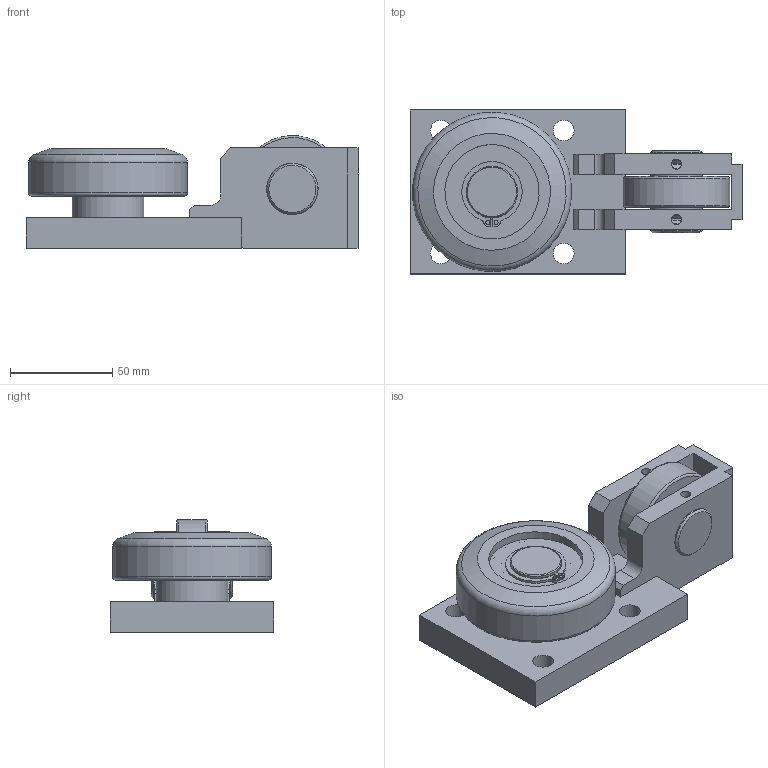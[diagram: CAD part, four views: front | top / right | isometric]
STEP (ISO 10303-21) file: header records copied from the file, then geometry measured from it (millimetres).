
FILE_DESCRIPTION(/* description */ ('-'),/* implementation_level */ '2;1');
FILE_NAME(/* name */ '_STR 080.4200-Zusammenbau_Shrinkwrap_1.stp',/* time_stamp */ '2022-07-07T10:20:55+02:00',/* author */ ('seider'),/* organization */ (''),/* preprocessor_version */ 'ST-DEVELOPER v18.1',/* originating_system */ 'Autodesk Inventor 2020',/* authorisation */ '');
FILE_SCHEMA (('AUTOMOTIVE_DESIGN { 1 0 10303 214 3 1 1 }'));
Length unit declared in the file: millimetre
Products named in the file (1): _STR 080.4200-Zusammenbau_Shrinkwrap_1
Bounding box: 162 x 80 x 54.96 mm (x, y, z)
Volume: 312036.8 mm3; surface area: 72594.8 mm2
Topology: 9 solids, 9 shells, 135 faces, 395 edges, 276 vertices
Faces by surface type: plane 53, cylinder 41, torus 24, cone 10, sphere 7
Full cylindrical faces by diameter (mm): 2 x2, 4.917 x2, 10.106 x4, 23.9 x1, 25 x7, 25.1 x2, 30 x1, 33.802 x2, 35 x1, 43.198 x2, 46 x1, 52 x3, 55 x1, 77.7 x1
Entity records: 5097 total; most frequent: DIRECTION 908, CARTESIAN_POINT 901, ORIENTED_EDGE 790, EDGE_CURVE 395, AXIS2_PLACEMENT_3D 379, VERTEX_POINT 304, CIRCLE 243, EDGE_LOOP 181
